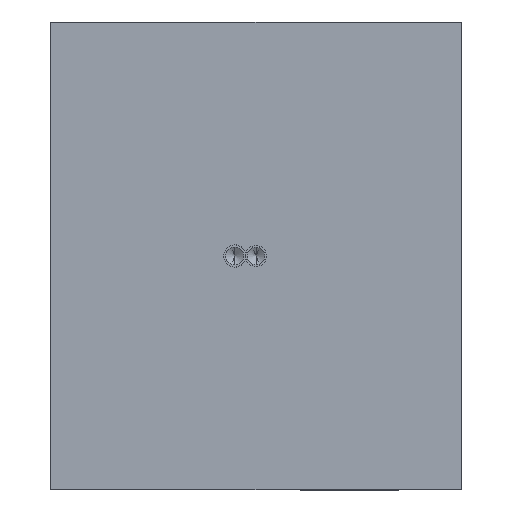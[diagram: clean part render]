
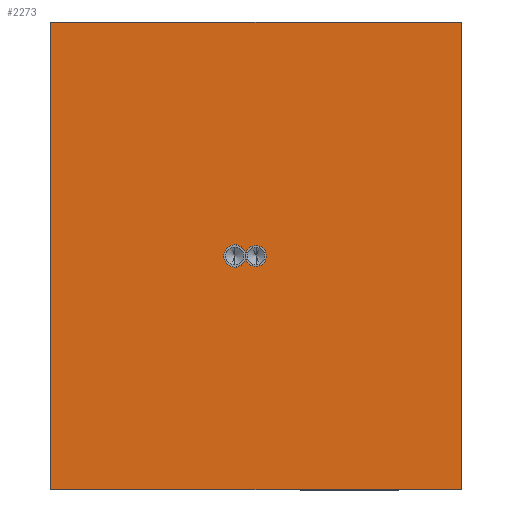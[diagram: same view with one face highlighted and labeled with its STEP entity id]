
A CAD part, front view. The second image highlights one B-rep face of the part: STEP entity #2273.
In plain terms, the highlighted planar face has unit normal (0, -1, 0).
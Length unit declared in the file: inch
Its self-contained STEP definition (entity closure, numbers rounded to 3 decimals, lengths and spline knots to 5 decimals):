
#1788 = EDGE_CURVE ( 'NONE', #1822, #1835, #15556, .T. ) ;
#1805 = EDGE_CURVE ( 'NONE', #1913, #1822, #15618, .T. ) ;
#1822 = VERTEX_POINT ( 'NONE', #15596 ) ;
#1835 = VERTEX_POINT ( 'NONE', #15620 ) ;
#1913 = VERTEX_POINT ( 'NONE', #15756 ) ;
#2005 = VERTEX_POINT ( 'NONE', #16039 ) ;
#2105 = VERTEX_POINT ( 'NONE', #16192 ) ;
#2107 = EDGE_CURVE ( 'NONE', #2105, #2005, #16190, .T. ) ;
#2257 = EDGE_CURVE ( 'NONE', #2264, #2005, #16361, .T. ) ;
#2264 = VERTEX_POINT ( 'NONE', #16442 ) ;
#2266 = EDGE_CURVE ( 'NONE', #2268, #2264, #16441, .T. ) ;
#2268 = VERTEX_POINT ( 'NONE', #16437 ) ;
#2273 = ADVANCED_FACE ( 'NONE', ( #16431, #16430 ), #16469, .F. ) ;
#2275 = EDGE_LOOP ( 'NONE', ( #2277, #2389, #2392, #2393, #2396, #2397 ) ) ;
#2277 = ORIENTED_EDGE ( 'NONE', *, *, #2385, .F. ) ;
#2359 = ORIENTED_EDGE ( 'NONE', *, *, #2107, .F. ) ;
#2361 = ORIENTED_EDGE ( 'NONE', *, *, #2363, .F. ) ;
#2363 = EDGE_CURVE ( 'NONE', #2268, #2105, #16509, .T. ) ;
#2366 = ORIENTED_EDGE ( 'NONE', *, *, #2266, .T. ) ;
#2385 = EDGE_CURVE ( 'NONE', #2387, #1913, #16579, .T. ) ;
#2387 = VERTEX_POINT ( 'NONE', #16574 ) ;
#2389 = ORIENTED_EDGE ( 'NONE', *, *, #2391, .F. ) ;
#2391 = EDGE_CURVE ( 'NONE', #2507, #2387, #16573, .T. ) ;
#2392 = ORIENTED_EDGE ( 'NONE', *, *, #2594, .F. ) ;
#2393 = ORIENTED_EDGE ( 'NONE', *, *, #2394, .F. ) ;
#2394 = EDGE_CURVE ( 'NONE', #1835, #2506, #16567, .T. ) ;
#2396 = ORIENTED_EDGE ( 'NONE', *, *, #1788, .F. ) ;
#2397 = ORIENTED_EDGE ( 'NONE', *, *, #1805, .F. ) ;
#2398 = EDGE_LOOP ( 'NONE', ( #2399, #2359, #2361, #2366 ) ) ;
#2399 = ORIENTED_EDGE ( 'NONE', *, *, #2257, .T. ) ;
#2506 = VERTEX_POINT ( 'NONE', #16791 ) ;
#2507 = VERTEX_POINT ( 'NONE', #16790 ) ;
#2594 = EDGE_CURVE ( 'NONE', #2506, #2507, #16998, .T. ) ;
#15552 = DIRECTION ( 'NONE',  ( 0., 0., -1. ) ) ;
#15553 = DIRECTION ( 'NONE',  ( 0., -1., 0. ) ) ;
#15554 = CARTESIAN_POINT ( 'NONE',  ( 1.48346, -0.13732, 2.625 ) ) ;
#15555 = AXIS2_PLACEMENT_3D ( 'NONE', #15554, #15553, #15552 ) ;
#15556 = CIRCLE ( 'NONE', #15555, 0.11811 ) ;
#15596 = CARTESIAN_POINT ( 'NONE',  ( 1.48346, -0.13732, 2.74311 ) ) ;
#15610 = DIRECTION ( 'NONE',  ( 0., 0., -1. ) ) ;
#15611 = DIRECTION ( 'NONE',  ( 0., -1., 0. ) ) ;
#15612 = CARTESIAN_POINT ( 'NONE',  ( 1.48346, -0.13732, 2.625 ) ) ;
#15613 = AXIS2_PLACEMENT_3D ( 'NONE', #15612, #15611, #15610 ) ;
#15618 = CIRCLE ( 'NONE', #15613, 0.11811 ) ;
#15620 = CARTESIAN_POINT ( 'NONE',  ( 1.36723, -0.13732, 2.64597 ) ) ;
#15756 = CARTESIAN_POINT ( 'NONE',  ( 1.48346, -0.13732, 2.50689 ) ) ;
#16039 = CARTESIAN_POINT ( 'NONE',  ( 3.78346, -0.13732, 0. ) ) ;
#16187 = DIRECTION ( 'NONE',  ( 0., 0., -1. ) ) ;
#16188 = VECTOR ( 'NONE', #16187, 39.37008 ) ;
#16189 = CARTESIAN_POINT ( 'NONE',  ( 3.78346, -0.13732, 5.25 ) ) ;
#16190 = LINE ( 'NONE', #16189, #16188 ) ;
#16192 = CARTESIAN_POINT ( 'NONE',  ( 3.78346, -0.13732, 5.25 ) ) ;
#16361 = LINE ( 'NONE', #16414, #16413 ) ;
#16412 = DIRECTION ( 'NONE',  ( 1., 0., 0. ) ) ;
#16413 = VECTOR ( 'NONE', #16412, 39.37008 ) ;
#16414 = CARTESIAN_POINT ( 'NONE',  ( 3.78346, -0.13732, 0. ) ) ;
#16430 = FACE_OUTER_BOUND ( 'NONE', #2398, .T. ) ;
#16431 = FACE_BOUND ( 'NONE', #2275, .T. ) ;
#16437 = CARTESIAN_POINT ( 'NONE',  ( -0.81654, -0.13732, 5.25 ) ) ;
#16438 = DIRECTION ( 'NONE',  ( 0., 0., -1. ) ) ;
#16439 = VECTOR ( 'NONE', #16438, 39.37008 ) ;
#16440 = CARTESIAN_POINT ( 'NONE',  ( -0.81654, -0.13732, 5.25 ) ) ;
#16441 = LINE ( 'NONE', #16440, #16439 ) ;
#16442 = CARTESIAN_POINT ( 'NONE',  ( -0.81654, -0.13732, 0. ) ) ;
#16465 = DIRECTION ( 'NONE',  ( -1., 0., 0. ) ) ;
#16466 = DIRECTION ( 'NONE',  ( 0., 1., 0. ) ) ;
#16467 = CARTESIAN_POINT ( 'NONE',  ( 3.78346, -0.13732, 5.25 ) ) ;
#16468 = AXIS2_PLACEMENT_3D ( 'NONE', #16467, #16466, #16465 ) ;
#16469 = PLANE ( 'NONE',  #16468 ) ;
#16509 = LINE ( 'NONE', #16556, #16555 ) ;
#16554 = DIRECTION ( 'NONE',  ( 1., 0., 0. ) ) ;
#16555 = VECTOR ( 'NONE', #16554, 39.37008 ) ;
#16556 = CARTESIAN_POINT ( 'NONE',  ( 3.78346, -0.13732, 5.25 ) ) ;
#16563 = DIRECTION ( 'NONE',  ( 0., 0., -1. ) ) ;
#16564 = DIRECTION ( 'NONE',  ( 0., -1., 0. ) ) ;
#16565 = CARTESIAN_POINT ( 'NONE',  ( 1.244, -0.13732, 2.625 ) ) ;
#16566 = AXIS2_PLACEMENT_3D ( 'NONE', #16565, #16564, #16563 ) ;
#16567 = CIRCLE ( 'NONE', #16566, 0.125 ) ;
#16569 = DIRECTION ( 'NONE',  ( 0., 0., -1. ) ) ;
#16570 = DIRECTION ( 'NONE',  ( 0., -1., 0. ) ) ;
#16571 = CARTESIAN_POINT ( 'NONE',  ( 1.244, -0.13732, 2.625 ) ) ;
#16572 = AXIS2_PLACEMENT_3D ( 'NONE', #16571, #16570, #16569 ) ;
#16573 = CIRCLE ( 'NONE', #16572, 0.125 ) ;
#16574 = CARTESIAN_POINT ( 'NONE',  ( 1.36723, -0.13732, 2.60403 ) ) ;
#16575 = DIRECTION ( 'NONE',  ( 0., 0., -1. ) ) ;
#16576 = DIRECTION ( 'NONE',  ( 0., -1., 0. ) ) ;
#16577 = CARTESIAN_POINT ( 'NONE',  ( 1.48346, -0.13732, 2.625 ) ) ;
#16578 = AXIS2_PLACEMENT_3D ( 'NONE', #16577, #16576, #16575 ) ;
#16579 = CIRCLE ( 'NONE', #16578, 0.11811 ) ;
#16790 = CARTESIAN_POINT ( 'NONE',  ( 1.244, -0.13732, 2.5 ) ) ;
#16791 = CARTESIAN_POINT ( 'NONE',  ( 1.244, -0.13732, 2.75 ) ) ;
#16996 = CARTESIAN_POINT ( 'NONE',  ( 1.244, -0.13732, 2.625 ) ) ;
#16997 = AXIS2_PLACEMENT_3D ( 'NONE', #16996, #17049, #17048 ) ;
#16998 = CIRCLE ( 'NONE', #16997, 0.125 ) ;
#17048 = DIRECTION ( 'NONE',  ( 0., 0., -1. ) ) ;
#17049 = DIRECTION ( 'NONE',  ( 0., -1., 0. ) ) ;
